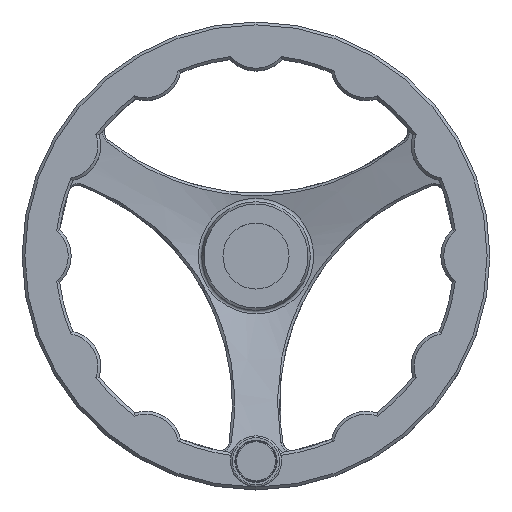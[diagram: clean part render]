
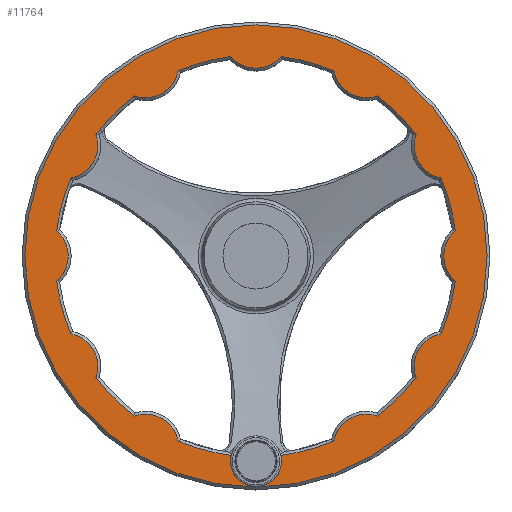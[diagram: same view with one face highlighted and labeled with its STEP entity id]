
A CAD part, top view. The second image highlights one B-rep face of the part: STEP entity #11764.
In plain terms, the highlighted planar face has unit normal (0, 0, 1).
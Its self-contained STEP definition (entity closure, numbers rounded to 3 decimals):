
#813=PLANE('',#12531);
#2231=ORIENTED_EDGE('',*,*,#4583,.F.);
#2232=ORIENTED_EDGE('',*,*,#4517,.T.);
#2233=ORIENTED_EDGE('',*,*,#4511,.F.);
#2234=ORIENTED_EDGE('',*,*,#4505,.T.);
#2235=ORIENTED_EDGE('',*,*,#4499,.F.);
#2236=ORIENTED_EDGE('',*,*,#4501,.T.);
#2237=ORIENTED_EDGE('',*,*,#4507,.F.);
#2238=ORIENTED_EDGE('',*,*,#4513,.T.);
#2239=ORIENTED_EDGE('',*,*,#4521,.F.);
#2240=ORIENTED_EDGE('',*,*,#4527,.T.);
#2241=ORIENTED_EDGE('',*,*,#4533,.F.);
#2242=ORIENTED_EDGE('',*,*,#4539,.T.);
#2243=ORIENTED_EDGE('',*,*,#4545,.F.);
#2244=ORIENTED_EDGE('',*,*,#4551,.T.);
#2245=ORIENTED_EDGE('',*,*,#4557,.F.);
#2246=ORIENTED_EDGE('',*,*,#4563,.T.);
#2247=ORIENTED_EDGE('',*,*,#4569,.F.);
#2248=ORIENTED_EDGE('',*,*,#4567,.T.);
#2249=ORIENTED_EDGE('',*,*,#4561,.F.);
#2250=ORIENTED_EDGE('',*,*,#4555,.T.);
#2251=ORIENTED_EDGE('',*,*,#4549,.F.);
#2252=ORIENTED_EDGE('',*,*,#4543,.T.);
#2253=ORIENTED_EDGE('',*,*,#4537,.F.);
#2254=ORIENTED_EDGE('',*,*,#4531,.T.);
#2255=ORIENTED_EDGE('',*,*,#4525,.F.);
#2256=ORIENTED_EDGE('',*,*,#4519,.T.);
#2257=ORIENTED_EDGE('',*,*,#4571,.T.);
#4499=EDGE_CURVE('',#5649,#5647,#6167,.T.);
#4501=EDGE_CURVE('',#5649,#5651,#6168,.T.);
#4505=EDGE_CURVE('',#5653,#5647,#6171,.T.);
#4507=EDGE_CURVE('',#5655,#5651,#6172,.T.);
#4511=EDGE_CURVE('',#5653,#5657,#6175,.T.);
#4513=EDGE_CURVE('',#5655,#5659,#6176,.T.);
#4517=EDGE_CURVE('',#5662,#5657,#6179,.T.);
#4519=EDGE_CURVE('',#5661,#5663,#6181,.T.);
#4521=EDGE_CURVE('',#5665,#5659,#6182,.T.);
#4525=EDGE_CURVE('',#5661,#5667,#6185,.T.);
#4527=EDGE_CURVE('',#5665,#5669,#6186,.T.);
#4531=EDGE_CURVE('',#5671,#5667,#6189,.T.);
#4533=EDGE_CURVE('',#5673,#5669,#6190,.T.);
#4537=EDGE_CURVE('',#5671,#5675,#6193,.T.);
#4539=EDGE_CURVE('',#5673,#5677,#6194,.T.);
#4543=EDGE_CURVE('',#5679,#5675,#6197,.T.);
#4545=EDGE_CURVE('',#5681,#5677,#6198,.T.);
#4549=EDGE_CURVE('',#5679,#5683,#6201,.T.);
#4551=EDGE_CURVE('',#5681,#5685,#6202,.T.);
#4555=EDGE_CURVE('',#5687,#5683,#6205,.T.);
#4557=EDGE_CURVE('',#5689,#5685,#6206,.T.);
#4561=EDGE_CURVE('',#5687,#5691,#6209,.T.);
#4563=EDGE_CURVE('',#5689,#5693,#6210,.T.);
#4567=EDGE_CURVE('',#5695,#5691,#6213,.T.);
#4569=EDGE_CURVE('',#5695,#5693,#6215,.T.);
#4571=EDGE_CURVE('',#5697,#5697,#6217,.T.);
#4583=EDGE_CURVE('',#5662,#5663,#6220,.T.);
#5647=VERTEX_POINT('',#20837);
#5649=VERTEX_POINT('',#20844);
#5651=VERTEX_POINT('',#20852);
#5653=VERTEX_POINT('',#20861);
#5655=VERTEX_POINT('',#20870);
#5657=VERTEX_POINT('',#20879);
#5659=VERTEX_POINT('',#20888);
#5661=VERTEX_POINT('',#20897);
#5662=VERTEX_POINT('',#20900);
#5663=VERTEX_POINT('',#20902);
#5665=VERTEX_POINT('',#20910);
#5667=VERTEX_POINT('',#20919);
#5669=VERTEX_POINT('',#20928);
#5671=VERTEX_POINT('',#20937);
#5673=VERTEX_POINT('',#20946);
#5675=VERTEX_POINT('',#20955);
#5677=VERTEX_POINT('',#20964);
#5679=VERTEX_POINT('',#20973);
#5681=VERTEX_POINT('',#20982);
#5683=VERTEX_POINT('',#20991);
#5685=VERTEX_POINT('',#21000);
#5687=VERTEX_POINT('',#21009);
#5689=VERTEX_POINT('',#21018);
#5691=VERTEX_POINT('',#21027);
#5693=VERTEX_POINT('',#21036);
#5695=VERTEX_POINT('',#21045);
#5697=VERTEX_POINT('',#21055);
#6167=CIRCLE('',#12447,106.5);
#6168=CIRCLE('',#12449,17.5);
#6171=CIRCLE('',#12453,17.5);
#6172=CIRCLE('',#12455,106.5);
#6175=CIRCLE('',#12459,106.5);
#6176=CIRCLE('',#12461,17.5);
#6179=CIRCLE('',#12465,17.5);
#6181=CIRCLE('',#12467,17.5);
#6182=CIRCLE('',#12469,106.5);
#6185=CIRCLE('',#12473,106.5);
#6186=CIRCLE('',#12475,17.5);
#6189=CIRCLE('',#12479,17.5);
#6190=CIRCLE('',#12481,106.5);
#6193=CIRCLE('',#12485,106.5);
#6194=CIRCLE('',#12487,17.5);
#6197=CIRCLE('',#12491,17.5);
#6198=CIRCLE('',#12493,106.5);
#6201=CIRCLE('',#12497,106.5);
#6202=CIRCLE('',#12499,17.5);
#6205=CIRCLE('',#12503,17.5);
#6206=CIRCLE('',#12505,106.5);
#6209=CIRCLE('',#12509,106.5);
#6210=CIRCLE('',#12511,17.5);
#6213=CIRCLE('',#12515,17.5);
#6215=CIRCLE('',#12518,106.5);
#6217=CIRCLE('',#12521,122.5);
#6220=CIRCLE('',#12532,9.829);
#6680=EDGE_LOOP('',(#2231,#2232,#2233,#2234,#2235,#2236,#2237,#2238,#2239,
#2240,#2241,#2242,#2243,#2244,#2245,#2246,#2247,#2248,#2249,#2250,#2251,
#2252,#2253,#2254,#2255,#2256));
#6681=EDGE_LOOP('',(#2257));
#7293=FACE_BOUND('',#6680,.T.);
#7294=FACE_BOUND('',#6681,.T.);
#11764=ADVANCED_FACE('',(#7293,#7294),#813,.T.);
#12447=AXIS2_PLACEMENT_3D('',#20845,#13849,#13850);
#12449=AXIS2_PLACEMENT_3D('',#20853,#13853,#13854);
#12453=AXIS2_PLACEMENT_3D('',#20863,#13861,#13862);
#12455=AXIS2_PLACEMENT_3D('',#20871,#13865,#13866);
#12459=AXIS2_PLACEMENT_3D('',#20881,#13873,#13874);
#12461=AXIS2_PLACEMENT_3D('',#20889,#13877,#13878);
#12465=AXIS2_PLACEMENT_3D('',#20899,#13885,#13886);
#12467=AXIS2_PLACEMENT_3D('',#20903,#13889,#13890);
#12469=AXIS2_PLACEMENT_3D('',#20911,#13893,#13894);
#12473=AXIS2_PLACEMENT_3D('',#20921,#13901,#13902);
#12475=AXIS2_PLACEMENT_3D('',#20929,#13905,#13906);
#12479=AXIS2_PLACEMENT_3D('',#20939,#13913,#13914);
#12481=AXIS2_PLACEMENT_3D('',#20947,#13917,#13918);
#12485=AXIS2_PLACEMENT_3D('',#20957,#13925,#13926);
#12487=AXIS2_PLACEMENT_3D('',#20965,#13929,#13930);
#12491=AXIS2_PLACEMENT_3D('',#20975,#13937,#13938);
#12493=AXIS2_PLACEMENT_3D('',#20983,#13941,#13942);
#12497=AXIS2_PLACEMENT_3D('',#20993,#13949,#13950);
#12499=AXIS2_PLACEMENT_3D('',#21001,#13953,#13954);
#12503=AXIS2_PLACEMENT_3D('',#21011,#13961,#13962);
#12505=AXIS2_PLACEMENT_3D('',#21019,#13965,#13966);
#12509=AXIS2_PLACEMENT_3D('',#21029,#13973,#13974);
#12511=AXIS2_PLACEMENT_3D('',#21037,#13977,#13978);
#12515=AXIS2_PLACEMENT_3D('',#21047,#13985,#13986);
#12518=AXIS2_PLACEMENT_3D('',#21050,#13991,#13992);
#12521=AXIS2_PLACEMENT_3D('',#21054,#13997,#13998);
#12531=AXIS2_PLACEMENT_3D('',#21076,#14026,#14027);
#12532=AXIS2_PLACEMENT_3D('',#21077,#14028,#14029);
#13849=DIRECTION('',(0.,0.,1.));
#13850=DIRECTION('',(1.,0.,0.));
#13853=DIRECTION('',(0.,0.,1.));
#13854=DIRECTION('',(1.,0.,0.));
#13861=DIRECTION('',(0.,0.,1.));
#13862=DIRECTION('',(1.,0.,0.));
#13865=DIRECTION('',(0.,0.,1.));
#13866=DIRECTION('',(1.,0.,0.));
#13873=DIRECTION('',(0.,0.,1.));
#13874=DIRECTION('',(1.,0.,0.));
#13877=DIRECTION('',(0.,0.,1.));
#13878=DIRECTION('',(1.,0.,0.));
#13885=DIRECTION('',(0.,0.,1.));
#13886=DIRECTION('',(1.,0.,0.));
#13889=DIRECTION('',(0.,0.,1.));
#13890=DIRECTION('',(1.,0.,0.));
#13893=DIRECTION('',(0.,0.,1.));
#13894=DIRECTION('',(1.,0.,0.));
#13901=DIRECTION('',(0.,0.,1.));
#13902=DIRECTION('',(1.,0.,0.));
#13905=DIRECTION('',(0.,0.,1.));
#13906=DIRECTION('',(1.,0.,0.));
#13913=DIRECTION('',(0.,0.,1.));
#13914=DIRECTION('',(1.,0.,0.));
#13917=DIRECTION('',(0.,0.,1.));
#13918=DIRECTION('',(1.,0.,0.));
#13925=DIRECTION('',(0.,0.,1.));
#13926=DIRECTION('',(1.,0.,0.));
#13929=DIRECTION('',(0.,0.,1.));
#13930=DIRECTION('',(1.,0.,0.));
#13937=DIRECTION('',(0.,0.,1.));
#13938=DIRECTION('',(1.,0.,0.));
#13941=DIRECTION('',(0.,0.,1.));
#13942=DIRECTION('',(1.,0.,0.));
#13949=DIRECTION('',(0.,0.,1.));
#13950=DIRECTION('',(1.,0.,0.));
#13953=DIRECTION('',(0.,0.,1.));
#13954=DIRECTION('',(1.,0.,0.));
#13961=DIRECTION('',(0.,0.,1.));
#13962=DIRECTION('',(1.,0.,0.));
#13965=DIRECTION('',(0.,0.,1.));
#13966=DIRECTION('',(1.,0.,0.));
#13973=DIRECTION('',(0.,0.,1.));
#13974=DIRECTION('',(1.,0.,0.));
#13977=DIRECTION('',(0.,0.,1.));
#13978=DIRECTION('',(1.,0.,0.));
#13985=DIRECTION('',(0.,0.,1.));
#13986=DIRECTION('',(1.,0.,0.));
#13991=DIRECTION('',(0.,0.,1.));
#13992=DIRECTION('',(1.,0.,0.));
#13997=DIRECTION('',(0.,0.,1.));
#13998=DIRECTION('',(1.,0.,0.));
#14026=DIRECTION('',(0.,0.,1.));
#14027=DIRECTION('',(1.,0.,0.));
#14028=DIRECTION('',(0.,0.,1.));
#14029=DIRECTION('',(0.,-1.,0.));
#20837=CARTESIAN_POINT('',(-64.376,-84.841,17.));
#20844=CARTESIAN_POINT('',(-84.841,-64.376,17.));
#20845=CARTESIAN_POINT('',(0.,0.,17.));
#20852=CARTESIAN_POINT('',(-98.172,-41.286,17.));
#20853=CARTESIAN_POINT('',(-101.325,-58.5,17.));
#20861=CARTESIAN_POINT('',(-41.286,-98.172,17.));
#20863=CARTESIAN_POINT('',(-58.5,-101.325,17.));
#20870=CARTESIAN_POINT('',(-105.662,-13.331,17.));
#20871=CARTESIAN_POINT('',(0.,0.,17.));
#20879=CARTESIAN_POINT('',(-13.331,-105.662,17.));
#20881=CARTESIAN_POINT('',(0.,0.,17.));
#20888=CARTESIAN_POINT('',(-105.662,13.331,17.));
#20889=CARTESIAN_POINT('',(-117.,0.,17.));
#20897=CARTESIAN_POINT('',(13.331,-105.662,17.));
#20899=CARTESIAN_POINT('',(0.,-117.,17.));
#20900=CARTESIAN_POINT('',(-3.706,-99.897,17.));
#20902=CARTESIAN_POINT('',(3.706,-99.897,17.));
#20903=CARTESIAN_POINT('',(0.,-117.,17.));
#20910=CARTESIAN_POINT('',(-98.172,41.286,17.));
#20911=CARTESIAN_POINT('',(0.,0.,17.));
#20919=CARTESIAN_POINT('',(41.286,-98.172,17.));
#20921=CARTESIAN_POINT('',(0.,0.,17.));
#20928=CARTESIAN_POINT('',(-84.841,64.376,17.));
#20929=CARTESIAN_POINT('',(-101.325,58.5,17.));
#20937=CARTESIAN_POINT('',(64.376,-84.841,17.));
#20939=CARTESIAN_POINT('',(58.5,-101.325,17.));
#20946=CARTESIAN_POINT('',(-64.376,84.841,17.));
#20947=CARTESIAN_POINT('',(0.,0.,17.));
#20955=CARTESIAN_POINT('',(84.841,-64.376,17.));
#20957=CARTESIAN_POINT('',(0.,0.,17.));
#20964=CARTESIAN_POINT('',(-41.286,98.172,17.));
#20965=CARTESIAN_POINT('',(-58.5,101.325,17.));
#20973=CARTESIAN_POINT('',(98.172,-41.286,17.));
#20975=CARTESIAN_POINT('',(101.325,-58.5,17.));
#20982=CARTESIAN_POINT('',(-13.331,105.662,17.));
#20983=CARTESIAN_POINT('',(0.,0.,17.));
#20991=CARTESIAN_POINT('',(105.662,-13.331,17.));
#20993=CARTESIAN_POINT('',(0.,0.,17.));
#21000=CARTESIAN_POINT('',(13.331,105.662,17.));
#21001=CARTESIAN_POINT('',(0.,117.,17.));
#21009=CARTESIAN_POINT('',(105.662,13.331,17.));
#21011=CARTESIAN_POINT('',(117.,0.,17.));
#21018=CARTESIAN_POINT('',(41.286,98.172,17.));
#21019=CARTESIAN_POINT('',(0.,0.,17.));
#21027=CARTESIAN_POINT('',(98.172,41.286,17.));
#21029=CARTESIAN_POINT('',(0.,0.,17.));
#21036=CARTESIAN_POINT('',(64.376,84.841,17.));
#21037=CARTESIAN_POINT('',(58.5,101.325,17.));
#21045=CARTESIAN_POINT('',(84.841,64.376,17.));
#21047=CARTESIAN_POINT('',(101.325,58.5,17.));
#21050=CARTESIAN_POINT('',(0.,0.,17.));
#21054=CARTESIAN_POINT('',(0.,0.,17.));
#21055=CARTESIAN_POINT('',(122.5,0.,17.));
#21076=CARTESIAN_POINT('',(-124.,0.,17.));
#21077=CARTESIAN_POINT('',(0.,-109.,17.));
